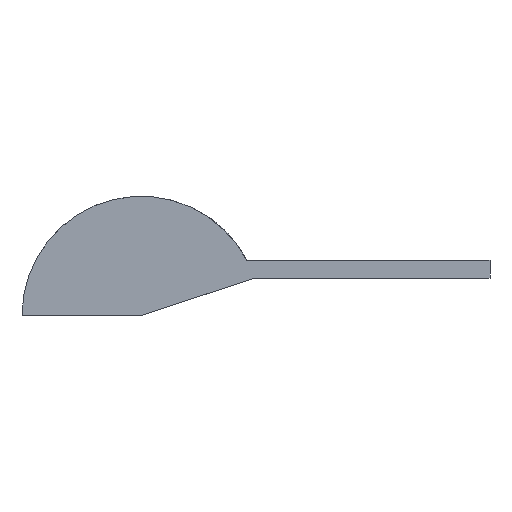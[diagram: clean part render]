
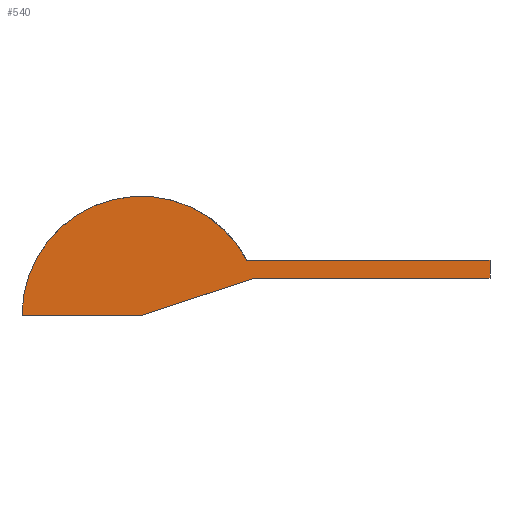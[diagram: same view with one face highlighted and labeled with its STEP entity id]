
A CAD part, front view. The second image highlights one B-rep face of the part: STEP entity #540.
In plain terms, the highlighted planar face has unit normal (0, -1, 0).
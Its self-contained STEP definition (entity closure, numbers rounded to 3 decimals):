
#25 = EDGE_CURVE ( 'NONE', #84, #716, #654, .T. ) ;
#31 = CARTESIAN_POINT ( 'NONE',  ( 18.998, -6., 6.25 ) ) ;
#32 = DIRECTION ( 'NONE',  ( -1., 0., 0. ) ) ;
#51 = EDGE_CURVE ( 'NONE', #282, #674, #325, .T. ) ;
#55 = DIRECTION ( 'NONE',  ( 0.95, 0., 0.313 ) ) ;
#56 = VERTEX_POINT ( 'NONE', #258 ) ;
#74 = FACE_OUTER_BOUND ( 'NONE', #222, .T. ) ;
#84 = VERTEX_POINT ( 'NONE', #333 ) ;
#114 = LINE ( 'NONE', #569, #476 ) ;
#116 = VECTOR ( 'NONE', #721, 1000. ) ;
#148 = CARTESIAN_POINT ( 'NONE',  ( 0., -6., 0. ) ) ;
#151 = EDGE_CURVE ( 'NONE', #282, #602, #114, .T. ) ;
#188 = CARTESIAN_POINT ( 'NONE',  ( 0., -6., 0. ) ) ;
#189 = ORIENTED_EDGE ( 'NONE', *, *, #151, .T. ) ;
#200 = CARTESIAN_POINT ( 'NONE',  ( 0., -6., 6.25 ) ) ;
#211 = CARTESIAN_POINT ( 'NONE',  ( 0., -6., 0. ) ) ;
#222 = EDGE_LOOP ( 'NONE', ( #286, #189, #467, #731, #293, #570 ) ) ;
#258 = CARTESIAN_POINT ( 'NONE',  ( 58.567, -6., 6.25 ) ) ;
#282 = VERTEX_POINT ( 'NONE', #188 ) ;
#286 = ORIENTED_EDGE ( 'NONE', *, *, #51, .F. ) ;
#293 = ORIENTED_EDGE ( 'NONE', *, *, #25, .T. ) ;
#322 = DIRECTION ( 'NONE',  ( 0., 1., 0. ) ) ;
#325 = LINE ( 'NONE', #211, #516 ) ;
#333 = CARTESIAN_POINT ( 'NONE',  ( 58.567, -6., 9.25 ) ) ;
#335 = VECTOR ( 'NONE', #350, 1000. ) ;
#350 = DIRECTION ( 'NONE',  ( -1., 0., 0. ) ) ;
#373 = DIRECTION ( 'NONE',  ( -1., 0., 0. ) ) ;
#377 = EDGE_CURVE ( 'NONE', #56, #602, #543, .T. ) ;
#381 = CARTESIAN_POINT ( 'NONE',  ( 0., -6., 9.25 ) ) ;
#406 = CARTESIAN_POINT ( 'NONE',  ( 0., -6., 0. ) ) ;
#431 = CARTESIAN_POINT ( 'NONE',  ( 58.567, -6., 9.25 ) ) ;
#449 = CARTESIAN_POINT ( 'NONE',  ( 17.732, -6., 9.25 ) ) ;
#467 = ORIENTED_EDGE ( 'NONE', *, *, #377, .F. ) ;
#471 = DIRECTION ( 'NONE',  ( -1., 0., 0. ) ) ;
#476 = VECTOR ( 'NONE', #55, 1000. ) ;
#478 = PLANE ( 'NONE',  #732 ) ;
#494 = DIRECTION ( 'NONE',  ( -1., 0., 0. ) ) ;
#516 = VECTOR ( 'NONE', #32, 1000. ) ;
#525 = CIRCLE ( 'NONE', #703, 20. ) ;
#540 = ADVANCED_FACE ( 'NONE', ( #74 ), #478, .F. ) ;
#543 = LINE ( 'NONE', #200, #335 ) ;
#553 = CARTESIAN_POINT ( 'NONE',  ( -20., -6., 0. ) ) ;
#569 = CARTESIAN_POINT ( 'NONE',  ( 0., -6., 0. ) ) ;
#570 = ORIENTED_EDGE ( 'NONE', *, *, #660, .F. ) ;
#602 = VERTEX_POINT ( 'NONE', #31 ) ;
#623 = VECTOR ( 'NONE', #494, 1000. ) ;
#644 = EDGE_CURVE ( 'NONE', #84, #56, #664, .T. ) ;
#647 = DIRECTION ( 'NONE',  ( 0., 1., 0. ) ) ;
#654 = LINE ( 'NONE', #381, #623 ) ;
#660 = EDGE_CURVE ( 'NONE', #674, #716, #525, .T. ) ;
#664 = LINE ( 'NONE', #431, #116 ) ;
#674 = VERTEX_POINT ( 'NONE', #553 ) ;
#703 = AXIS2_PLACEMENT_3D ( 'NONE', #148, #322, #373 ) ;
#716 = VERTEX_POINT ( 'NONE', #449 ) ;
#721 = DIRECTION ( 'NONE',  ( 0., 0., -1. ) ) ;
#731 = ORIENTED_EDGE ( 'NONE', *, *, #644, .F. ) ;
#732 = AXIS2_PLACEMENT_3D ( 'NONE', #406, #647, #471 ) ;
